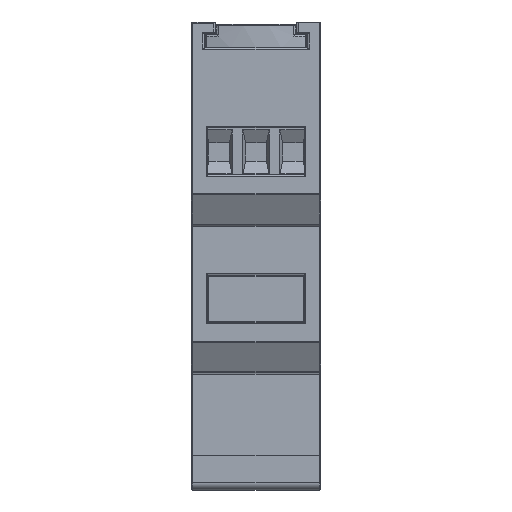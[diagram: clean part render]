
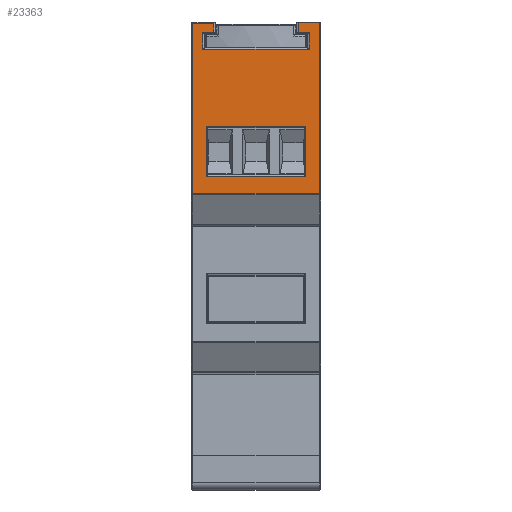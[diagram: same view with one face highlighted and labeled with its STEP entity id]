
A CAD part, left-side view. The second image highlights one B-rep face of the part: STEP entity #23363.
In plain terms, the highlighted planar face has unit normal (-1, 0, 0).
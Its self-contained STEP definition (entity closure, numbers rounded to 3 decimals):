
#1381 = EDGE_LOOP ( 'NONE', ( #22835, #22836, #22837, #22838, #22839, #22840, #22841, #22842, #22843, #22844, #22845, #22846 ) ) ;
#11103 = CARTESIAN_POINT ( 'NONE',  ( -45., -5.7, 3.5 ) ) ;
#11106 = CARTESIAN_POINT ( 'NONE',  ( -45., -6.75, -17.4 ) ) ;
#11110 = CARTESIAN_POINT ( 'NONE',  ( -45., 6.75, -17.4 ) ) ;
#11115 = CARTESIAN_POINT ( 'NONE',  ( -45., 6.75, -10.6 ) ) ;
#11116 = CARTESIAN_POINT ( 'NONE',  ( -45., -6.75, -10.6 ) ) ;
#11117 = CARTESIAN_POINT ( 'NONE',  ( -45., -8.55, 3.5 ) ) ;
#11119 = CARTESIAN_POINT ( 'NONE',  ( -45., -5.7, 2.1 ) ) ;
#11120 = CARTESIAN_POINT ( 'NONE',  ( -45., -7.2, 2.1 ) ) ;
#11121 = CARTESIAN_POINT ( 'NONE',  ( -45., -7.2, -0.2 ) ) ;
#11122 = CARTESIAN_POINT ( 'NONE',  ( -45., 7.2, -0.2 ) ) ;
#11123 = CARTESIAN_POINT ( 'NONE',  ( -45., 7.2, 2.1 ) ) ;
#11124 = CARTESIAN_POINT ( 'NONE',  ( -45., 5.7, 2.1 ) ) ;
#11125 = CARTESIAN_POINT ( 'NONE',  ( -45., 5.7, 3.3 ) ) ;
#11126 = CARTESIAN_POINT ( 'NONE',  ( -45., 8.55, 3.3 ) ) ;
#11127 = CARTESIAN_POINT ( 'NONE',  ( -45., 8.55, -19.781 ) ) ;
#11128 = CARTESIAN_POINT ( 'NONE',  ( -45., -8.55, -19.781 ) ) ;
#14617 = FACE_BOUND ( 'NONE', #16052, .T. ) ;
#14621 = FACE_OUTER_BOUND ( 'NONE', #1381, .T. ) ;
#15403 = PLANE ( 'NONE',  #17038 ) ;
#15410 = CARTESIAN_POINT ( 'NONE',  ( -45., 8.75, 0. ) ) ;
#15411 = DIRECTION ( 'NONE',  ( 1., 0., 0. ) ) ;
#15412 = DIRECTION ( 'NONE',  ( 0., 0., -1. ) ) ;
#16052 = EDGE_LOOP ( 'NONE', ( #22831, #22832, #22833, #22834 ) ) ;
#17038 = AXIS2_PLACEMENT_3D ( 'NONE', #15410, #15411, #15412 ) ;
#17797 = LINE ( 'NONE', #18990, #17808 ) ;
#17803 = LINE ( 'NONE', #19004, #17806 ) ;
#17805 = LINE ( 'NONE', #18997, #17818 ) ;
#17806 = VECTOR ( 'NONE', #19006, 1000. ) ;
#17807 = LINE ( 'NONE', #19008, #17810 ) ;
#17808 = VECTOR ( 'NONE', #19007, 1000. ) ;
#17809 = LINE ( 'NONE', #19010, #17812 ) ;
#17810 = VECTOR ( 'NONE', #19009, 1000. ) ;
#17811 = LINE ( 'NONE', #19012, #17814 ) ;
#17812 = VECTOR ( 'NONE', #19011, 1000. ) ;
#17813 = LINE ( 'NONE', #19014, #17816 ) ;
#17814 = VECTOR ( 'NONE', #19013, 1000. ) ;
#17816 = VECTOR ( 'NONE', #19016, 1000. ) ;
#17817 = LINE ( 'NONE', #19018, #17820 ) ;
#17818 = VECTOR ( 'NONE', #19017, 1000. ) ;
#17819 = LINE ( 'NONE', #19020, #17822 ) ;
#17820 = VECTOR ( 'NONE', #19019, 1000. ) ;
#17821 = LINE ( 'NONE', #19022, #17824 ) ;
#17822 = VECTOR ( 'NONE', #19021, 1000. ) ;
#17823 = LINE ( 'NONE', #19024, #17826 ) ;
#17824 = VECTOR ( 'NONE', #19023, 1000. ) ;
#17825 = LINE ( 'NONE', #19026, #17828 ) ;
#17826 = VECTOR ( 'NONE', #19025, 1000. ) ;
#17827 = LINE ( 'NONE', #19028, #17830 ) ;
#17828 = VECTOR ( 'NONE', #19027, 1000. ) ;
#17829 = LINE ( 'NONE', #19030, #17832 ) ;
#17830 = VECTOR ( 'NONE', #19029, 1000. ) ;
#17831 = LINE ( 'NONE', #19032, #17834 ) ;
#17832 = VECTOR ( 'NONE', #19031, 1000. ) ;
#17833 = LINE ( 'NONE', #19034, #17836 ) ;
#17834 = VECTOR ( 'NONE', #19033, 1000. ) ;
#17836 = VECTOR ( 'NONE', #19035, 1000. ) ;
#18990 = CARTESIAN_POINT ( 'NONE',  ( -45., 6.75, -10.8 ) ) ;
#18997 = CARTESIAN_POINT ( 'NONE',  ( -45., 8.75, 2.1 ) ) ;
#19004 = CARTESIAN_POINT ( 'NONE',  ( -45., 6.55, -17.4 ) ) ;
#19006 = DIRECTION ( 'NONE',  ( 0., 1., 0. ) ) ;
#19007 = DIRECTION ( 'NONE',  ( 0., 0., 1. ) ) ;
#19008 = CARTESIAN_POINT ( 'NONE',  ( -45., -6.55, -10.6 ) ) ;
#19009 = DIRECTION ( 'NONE',  ( 0., -1., 0. ) ) ;
#19010 = CARTESIAN_POINT ( 'NONE',  ( -45., -6.75, -17.2 ) ) ;
#19011 = DIRECTION ( 'NONE',  ( 0., 0., -1. ) ) ;
#19012 = CARTESIAN_POINT ( 'NONE',  ( -45., 8.75, 3.5 ) ) ;
#19013 = DIRECTION ( 'NONE',  ( 0., -1., 0. ) ) ;
#19014 = CARTESIAN_POINT ( 'NONE',  ( -45., -5.7, 0. ) ) ;
#19016 = DIRECTION ( 'NONE',  ( 0., 0., -1. ) ) ;
#19017 = DIRECTION ( 'NONE',  ( 0., -1., 0. ) ) ;
#19018 = CARTESIAN_POINT ( 'NONE',  ( -45., -7.2, 0. ) ) ;
#19019 = DIRECTION ( 'NONE',  ( 0., 0., -1. ) ) ;
#19020 = CARTESIAN_POINT ( 'NONE',  ( -45., 8.75, -0.2 ) ) ;
#19021 = DIRECTION ( 'NONE',  ( 0., 1., 0. ) ) ;
#19022 = CARTESIAN_POINT ( 'NONE',  ( -45., 7.2, 0. ) ) ;
#19023 = DIRECTION ( 'NONE',  ( 0., 0., 1. ) ) ;
#19024 = CARTESIAN_POINT ( 'NONE',  ( -45., 8.75, 2.1 ) ) ;
#19025 = DIRECTION ( 'NONE',  ( 0., -1., 0. ) ) ;
#19026 = CARTESIAN_POINT ( 'NONE',  ( -45., 5.7, 0. ) ) ;
#19027 = DIRECTION ( 'NONE',  ( 0., 0., 1. ) ) ;
#19028 = CARTESIAN_POINT ( 'NONE',  ( -45., 8.75, 3.3 ) ) ;
#19029 = DIRECTION ( 'NONE',  ( 0., 1., 0. ) ) ;
#19030 = CARTESIAN_POINT ( 'NONE',  ( -45., 8.55, -19.833 ) ) ;
#19031 = DIRECTION ( 'NONE',  ( 0., 0., -1. ) ) ;
#19032 = CARTESIAN_POINT ( 'NONE',  ( -45., 8.75, -19.781 ) ) ;
#19033 = DIRECTION ( 'NONE',  ( 0., -1., 0. ) ) ;
#19034 = CARTESIAN_POINT ( 'NONE',  ( -45., -8.55, 0. ) ) ;
#19035 = DIRECTION ( 'NONE',  ( 0., 0., 1. ) ) ;
#20572 = VERTEX_POINT ( 'NONE', #11103 ) ;
#20575 = VERTEX_POINT ( 'NONE', #11106 ) ;
#20579 = VERTEX_POINT ( 'NONE', #11110 ) ;
#20584 = VERTEX_POINT ( 'NONE', #11115 ) ;
#20585 = VERTEX_POINT ( 'NONE', #11116 ) ;
#20586 = VERTEX_POINT ( 'NONE', #11117 ) ;
#20588 = VERTEX_POINT ( 'NONE', #11119 ) ;
#20589 = VERTEX_POINT ( 'NONE', #11120 ) ;
#20590 = VERTEX_POINT ( 'NONE', #11121 ) ;
#20591 = VERTEX_POINT ( 'NONE', #11122 ) ;
#20592 = VERTEX_POINT ( 'NONE', #11123 ) ;
#20593 = VERTEX_POINT ( 'NONE', #11124 ) ;
#20594 = VERTEX_POINT ( 'NONE', #11125 ) ;
#20595 = VERTEX_POINT ( 'NONE', #11126 ) ;
#20596 = VERTEX_POINT ( 'NONE', #11127 ) ;
#20597 = VERTEX_POINT ( 'NONE', #11128 ) ;
#22831 = ORIENTED_EDGE ( 'NONE', *, *, #24218, .T. ) ;
#22832 = ORIENTED_EDGE ( 'NONE', *, *, #24219, .T. ) ;
#22833 = ORIENTED_EDGE ( 'NONE', *, *, #24220, .T. ) ;
#22834 = ORIENTED_EDGE ( 'NONE', *, *, #24221, .T. ) ;
#22835 = ORIENTED_EDGE ( 'NONE', *, *, #24222, .F. ) ;
#22836 = ORIENTED_EDGE ( 'NONE', *, *, #24223, .T. ) ;
#22837 = ORIENTED_EDGE ( 'NONE', *, *, #24224, .T. ) ;
#22838 = ORIENTED_EDGE ( 'NONE', *, *, #24225, .T. ) ;
#22839 = ORIENTED_EDGE ( 'NONE', *, *, #24226, .T. ) ;
#22840 = ORIENTED_EDGE ( 'NONE', *, *, #24227, .T. ) ;
#22841 = ORIENTED_EDGE ( 'NONE', *, *, #24228, .T. ) ;
#22842 = ORIENTED_EDGE ( 'NONE', *, *, #24229, .T. ) ;
#22843 = ORIENTED_EDGE ( 'NONE', *, *, #24230, .T. ) ;
#22844 = ORIENTED_EDGE ( 'NONE', *, *, #24231, .T. ) ;
#22845 = ORIENTED_EDGE ( 'NONE', *, *, #24232, .T. ) ;
#22846 = ORIENTED_EDGE ( 'NONE', *, *, #24233, .T. ) ;
#23363 = ADVANCED_FACE ( 'NONE', ( #14617, #14621 ), #15403, .F. ) ;
#24218 = EDGE_CURVE ( 'NONE', #20575, #20579, #17803, .T. ) ;
#24219 = EDGE_CURVE ( 'NONE', #20579, #20584, #17797, .T. ) ;
#24220 = EDGE_CURVE ( 'NONE', #20584, #20585, #17807, .T. ) ;
#24221 = EDGE_CURVE ( 'NONE', #20585, #20575, #17809, .T. ) ;
#24222 = EDGE_CURVE ( 'NONE', #20572, #20586, #17811, .T. ) ;
#24223 = EDGE_CURVE ( 'NONE', #20572, #20588, #17813, .T. ) ;
#24224 = EDGE_CURVE ( 'NONE', #20588, #20589, #17805, .T. ) ;
#24225 = EDGE_CURVE ( 'NONE', #20589, #20590, #17817, .T. ) ;
#24226 = EDGE_CURVE ( 'NONE', #20590, #20591, #17819, .T. ) ;
#24227 = EDGE_CURVE ( 'NONE', #20591, #20592, #17821, .T. ) ;
#24228 = EDGE_CURVE ( 'NONE', #20592, #20593, #17823, .T. ) ;
#24229 = EDGE_CURVE ( 'NONE', #20593, #20594, #17825, .T. ) ;
#24230 = EDGE_CURVE ( 'NONE', #20594, #20595, #17827, .T. ) ;
#24231 = EDGE_CURVE ( 'NONE', #20595, #20596, #17829, .T. ) ;
#24232 = EDGE_CURVE ( 'NONE', #20596, #20597, #17831, .T. ) ;
#24233 = EDGE_CURVE ( 'NONE', #20597, #20586, #17833, .T. ) ;
